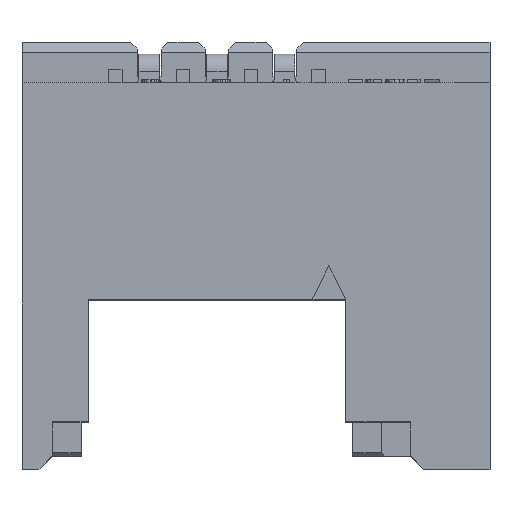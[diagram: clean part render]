
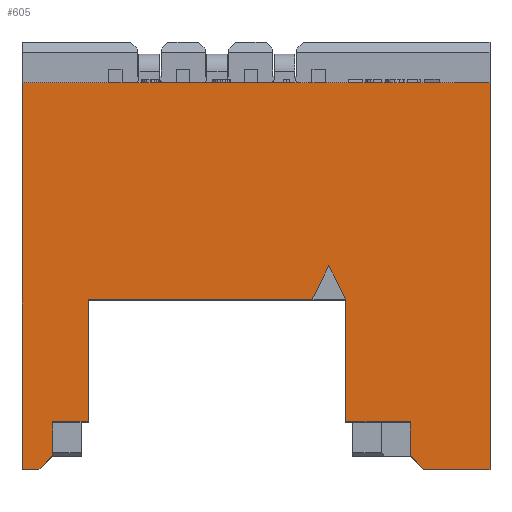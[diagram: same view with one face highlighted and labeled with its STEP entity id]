
A CAD part, top view. The second image highlights one B-rep face of the part: STEP entity #605.
In plain terms, the highlighted planar face has unit normal (0, 0, 1).
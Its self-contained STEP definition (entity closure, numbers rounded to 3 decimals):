
#403=CARTESIAN_POINT('',(-2.5,-10.8,-6.4));
#404=VERTEX_POINT('',#403);
#462=CARTESIAN_POINT('',(-2.5,-9.8,-6.4));
#463=VERTEX_POINT('',#462);
#470=CARTESIAN_POINT('',(-2.5,-9.8,-6.4));
#471=DIRECTION('',(0.,-1.,0.));
#472=VECTOR('',#471,1.);
#473=LINE('',#470,#472);
#474=EDGE_CURVE('',#463,#404,#473,.T.);
#479=CARTESIAN_POINT('',(5.875,-0.3,-6.4));
#480=DIRECTION('',(1.,0.,0.));
#481=DIRECTION('',(0.,0.,1.));
#482=AXIS2_PLACEMENT_3D('',#479,#481,#480);
#483=PLANE('',#482);
#484=CARTESIAN_POINT('',(-1.45,-9.8,-6.4));
#485=VERTEX_POINT('',#484);
#486=CARTESIAN_POINT('',(-1.45,-6.2,-6.4));
#487=VERTEX_POINT('',#486);
#488=CARTESIAN_POINT('',(-1.45,-9.8,-6.4));
#489=DIRECTION('',(0.,1.,0.));
#490=VECTOR('',#489,3.6);
#491=LINE('',#488,#490);
#492=EDGE_CURVE('',#485,#487,#491,.T.);
#493=ORIENTED_EDGE('',*,*,#492,.T.);
#494=CARTESIAN_POINT('',(5.15,-6.2,-6.4));
#495=VERTEX_POINT('',#494);
#496=CARTESIAN_POINT('',(-1.45,-6.2,-6.4));
#497=DIRECTION('',(1.,0.,0.));
#498=VECTOR('',#497,6.6);
#499=LINE('',#496,#498);
#500=EDGE_CURVE('',#487,#495,#499,.T.);
#501=ORIENTED_EDGE('',*,*,#500,.T.);
#502=CARTESIAN_POINT('',(5.65,-5.2,-6.4));
#503=VERTEX_POINT('',#502);
#504=CARTESIAN_POINT('',(5.15,-6.2,-6.4));
#505=DIRECTION('',(0.447,0.894,0.));
#506=VECTOR('',#505,1.118);
#507=LINE('',#504,#506);
#508=EDGE_CURVE('',#495,#503,#507,.T.);
#509=ORIENTED_EDGE('',*,*,#508,.T.);
#510=CARTESIAN_POINT('',(6.15,-6.2,-6.4));
#511=VERTEX_POINT('',#510);
#512=CARTESIAN_POINT('',(5.65,-5.2,-6.4));
#513=DIRECTION('',(0.447,-0.894,0.));
#514=VECTOR('',#513,1.118);
#515=LINE('',#512,#514);
#516=EDGE_CURVE('',#503,#511,#515,.T.);
#517=ORIENTED_EDGE('',*,*,#516,.T.);
#518=CARTESIAN_POINT('',(6.15,-9.8,-6.4));
#519=VERTEX_POINT('',#518);
#520=CARTESIAN_POINT('',(6.15,-6.2,-6.4));
#521=DIRECTION('',(0.,-1.,0.));
#522=VECTOR('',#521,3.6);
#523=LINE('',#520,#522);
#524=EDGE_CURVE('',#511,#519,#523,.T.);
#525=ORIENTED_EDGE('',*,*,#524,.T.);
#526=CARTESIAN_POINT('',(8.05,-9.8,-6.4));
#527=VERTEX_POINT('',#526);
#528=CARTESIAN_POINT('',(6.15,-9.8,-6.4));
#529=DIRECTION('',(1.,0.,0.));
#530=VECTOR('',#529,1.9);
#531=LINE('',#528,#530);
#532=EDGE_CURVE('',#519,#527,#531,.T.);
#533=ORIENTED_EDGE('',*,*,#532,.T.);
#534=CARTESIAN_POINT('',(8.05,-10.8,-6.4));
#535=VERTEX_POINT('',#534);
#536=CARTESIAN_POINT('',(8.05,-9.8,-6.4));
#537=DIRECTION('',(0.,-1.,0.));
#538=VECTOR('',#537,1.);
#539=LINE('',#536,#538);
#540=EDGE_CURVE('',#527,#535,#539,.T.);
#541=ORIENTED_EDGE('',*,*,#540,.T.);
#542=CARTESIAN_POINT('',(8.45,-11.2,-6.4));
#543=VERTEX_POINT('',#542);
#544=CARTESIAN_POINT('',(8.05,-10.8,-6.4));
#545=DIRECTION('',(0.707,-0.707,0.));
#546=VECTOR('',#545,0.566);
#547=LINE('',#544,#546);
#548=EDGE_CURVE('',#535,#543,#547,.T.);
#549=ORIENTED_EDGE('',*,*,#548,.T.);
#550=CARTESIAN_POINT('',(10.4,-11.2,-6.4));
#551=VERTEX_POINT('',#550);
#552=CARTESIAN_POINT('',(8.45,-11.2,-6.4));
#553=DIRECTION('',(1.,0.,0.));
#554=VECTOR('',#553,1.95);
#555=LINE('',#552,#554);
#556=EDGE_CURVE('',#543,#551,#555,.T.);
#557=ORIENTED_EDGE('',*,*,#556,.T.);
#558=CARTESIAN_POINT('',(10.4,0.2,-6.4));
#559=VERTEX_POINT('',#558);
#560=CARTESIAN_POINT('',(10.4,-11.2,-6.4));
#561=DIRECTION('',(0.,1.,0.));
#562=VECTOR('',#561,11.4);
#563=LINE('',#560,#562);
#564=EDGE_CURVE('',#551,#559,#563,.T.);
#565=ORIENTED_EDGE('',*,*,#564,.T.);
#566=CARTESIAN_POINT('',(-3.4,0.2,-6.4));
#567=VERTEX_POINT('',#566);
#568=CARTESIAN_POINT('',(10.4,0.2,-6.4));
#569=DIRECTION('',(-1.,0.,0.));
#570=VECTOR('',#569,13.8);
#571=LINE('',#568,#570);
#572=EDGE_CURVE('',#559,#567,#571,.T.);
#573=ORIENTED_EDGE('',*,*,#572,.T.);
#574=CARTESIAN_POINT('',(-3.4,-11.2,-6.4));
#575=VERTEX_POINT('',#574);
#576=CARTESIAN_POINT('',(-3.4,0.2,-6.4));
#577=DIRECTION('',(0.,-1.,0.));
#578=VECTOR('',#577,11.4);
#579=LINE('',#576,#578);
#580=EDGE_CURVE('',#567,#575,#579,.T.);
#581=ORIENTED_EDGE('',*,*,#580,.T.);
#582=CARTESIAN_POINT('',(-2.9,-11.2,-6.4));
#583=VERTEX_POINT('',#582);
#584=CARTESIAN_POINT('',(-3.4,-11.2,-6.4));
#585=DIRECTION('',(1.,0.,0.));
#586=VECTOR('',#585,0.5);
#587=LINE('',#584,#586);
#588=EDGE_CURVE('',#575,#583,#587,.T.);
#589=ORIENTED_EDGE('',*,*,#588,.T.);
#590=CARTESIAN_POINT('',(-2.9,-11.2,-6.4));
#591=DIRECTION('',(0.707,0.707,0.));
#592=VECTOR('',#591,0.566);
#593=LINE('',#590,#592);
#594=EDGE_CURVE('',#583,#404,#593,.T.);
#595=ORIENTED_EDGE('',*,*,#594,.T.);
#596=ORIENTED_EDGE('',*,*,#474,.F.);
#597=CARTESIAN_POINT('',(-2.5,-9.8,-6.4));
#598=DIRECTION('',(1.,0.,0.));
#599=VECTOR('',#598,1.05);
#600=LINE('',#597,#599);
#601=EDGE_CURVE('',#463,#485,#600,.T.);
#602=ORIENTED_EDGE('',*,*,#601,.T.);
#603=EDGE_LOOP('',(#493,#501,#509,#517,#525,#533,#541,#549,#557,#565,#573,#581,#589,#595,#596,#602));
#604=FACE_OUTER_BOUND('',#603,.T.);
#605=ADVANCED_FACE('',(#604),#483,.T.);
